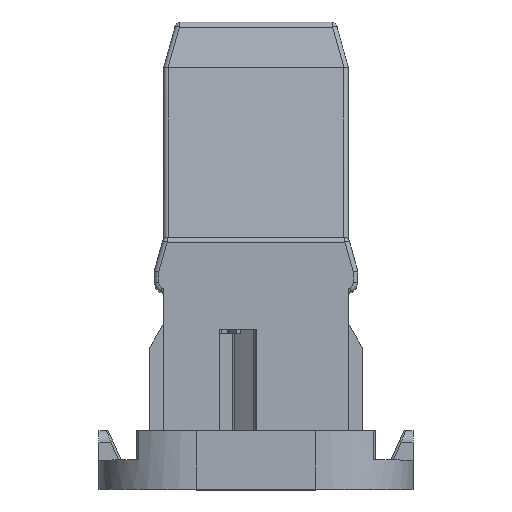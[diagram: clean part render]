
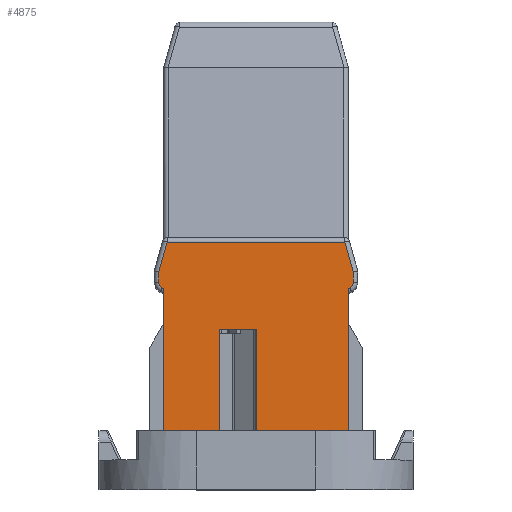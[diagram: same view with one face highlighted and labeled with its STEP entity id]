
A CAD part, top view. The second image highlights one B-rep face of the part: STEP entity #4875.
In plain terms, the highlighted planar face has unit normal (0, 0, 1).
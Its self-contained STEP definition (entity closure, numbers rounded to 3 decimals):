
#334=DIRECTION('',(1.,0.,0.));
#335=VECTOR('',#334,4.09);
#336=CARTESIAN_POINT('',(0.,1.3,3.1));
#337=LINE('',#336,#335);
#354=DIRECTION('',(1.,0.,0.));
#355=VECTOR('',#354,2.49);
#356=CARTESIAN_POINT('',(-4.09,1.3,3.1));
#357=LINE('',#356,#355);
#1001=DIRECTION('',(0.866,-0.5,0.));
#1002=VECTOR('',#1001,0.069);
#1003=CARTESIAN_POINT('',(-4.15,8.916,3.1));
#1004=LINE('',#1003,#1002);
#1005=CARTESIAN_POINT('',(-4.,9.175,3.1));
#1006=DIRECTION('',(0.,0.,1.));
#1007=DIRECTION('',(-1.,0.,0.));
#1008=AXIS2_PLACEMENT_3D('',#1005,#1006,#1007);
#1010=DIRECTION('',(0.,-1.,0.));
#1011=VECTOR('',#1010,0.473);
#1012=CARTESIAN_POINT('',(-4.3,9.648,3.1));
#1013=LINE('',#1012,#1011);
#1014=DIRECTION('',(-0.268,-0.963,0.));
#1015=VECTOR('',#1014,1.351);
#1016=CARTESIAN_POINT('',(-3.938,10.95,3.1));
#1017=LINE('',#1016,#1015);
#1018=DIRECTION('',(-1.,0.,0.));
#1019=VECTOR('',#1018,7.876);
#1020=CARTESIAN_POINT('',(3.938,10.95,3.1));
#1021=LINE('',#1020,#1019);
#1022=DIRECTION('',(-0.268,0.963,0.));
#1023=VECTOR('',#1022,1.351);
#1024=CARTESIAN_POINT('',(4.3,9.648,3.1));
#1025=LINE('',#1024,#1023);
#1026=DIRECTION('',(0.,1.,0.));
#1027=VECTOR('',#1026,0.473);
#1028=CARTESIAN_POINT('',(4.3,9.175,3.1));
#1029=LINE('',#1028,#1027);
#1030=CARTESIAN_POINT('',(4.,9.175,3.1));
#1031=DIRECTION('',(0.,0.,1.));
#1032=DIRECTION('',(0.5,-0.866,0.));
#1033=AXIS2_PLACEMENT_3D('',#1030,#1031,#1032);
#1035=DIRECTION('',(0.866,0.5,0.));
#1036=VECTOR('',#1035,0.069);
#1037=CARTESIAN_POINT('',(4.09,8.881,3.1));
#1038=LINE('',#1037,#1036);
#1039=DIRECTION('',(0.,1.,0.));
#1040=VECTOR('',#1039,5.8);
#1041=CARTESIAN_POINT('',(0.,1.3,3.1));
#1042=LINE('',#1041,#1040);
#1043=DIRECTION('',(0.,1.,0.));
#1044=VECTOR('',#1043,5.8);
#1045=CARTESIAN_POINT('',(-1.6,1.3,3.1));
#1046=LINE('',#1045,#1044);
#1087=DIRECTION('',(0.,-1.,0.));
#1088=VECTOR('',#1087,7.581);
#1089=CARTESIAN_POINT('',(-4.09,8.881,3.1));
#1090=LINE('',#1089,#1088);
#1214=DIRECTION('',(1.,0.,0.));
#1215=VECTOR('',#1214,1.6);
#1216=CARTESIAN_POINT('',(-1.6,7.1,3.1));
#1217=LINE('',#1216,#1215);
#1909=DIRECTION('',(0.,1.,0.));
#1910=VECTOR('',#1909,7.581);
#1911=CARTESIAN_POINT('',(4.09,1.3,3.1));
#1912=LINE('',#1911,#1910);
#1994=CARTESIAN_POINT('',(4.09,8.881,3.1));
#2169=CARTESIAN_POINT('',(-4.09,8.881,3.1));
#2853=CARTESIAN_POINT('',(3.938,10.95,3.1));
#2854=CARTESIAN_POINT('',(-3.938,10.95,3.1));
#2855=VERTEX_POINT('',#2853);
#2856=VERTEX_POINT('',#2854);
#2946=VERTEX_POINT('',#1994);
#2947=VERTEX_POINT('',#2169);
#2961=CARTESIAN_POINT('',(-4.15,8.916,3.1));
#2962=VERTEX_POINT('',#2961);
#2963=CARTESIAN_POINT('',(-4.3,9.175,3.1));
#2964=VERTEX_POINT('',#2963);
#2967=CARTESIAN_POINT('',(-4.3,9.648,3.1));
#2968=VERTEX_POINT('',#2967);
#2981=CARTESIAN_POINT('',(4.15,8.916,3.1));
#2982=VERTEX_POINT('',#2981);
#2985=CARTESIAN_POINT('',(4.3,9.175,3.1));
#2986=VERTEX_POINT('',#2985);
#2991=CARTESIAN_POINT('',(4.3,9.648,3.1));
#2992=VERTEX_POINT('',#2991);
#3237=CARTESIAN_POINT('',(0.,1.3,3.1));
#3239=VERTEX_POINT('',#3237);
#3250=CARTESIAN_POINT('',(0.,7.1,3.1));
#3251=VERTEX_POINT('',#3250);
#3254=CARTESIAN_POINT('',(-1.6,7.1,3.1));
#3255=VERTEX_POINT('',#3254);
#3265=CARTESIAN_POINT('',(-1.6,1.3,3.1));
#3267=VERTEX_POINT('',#3265);
#3421=CARTESIAN_POINT('',(4.09,1.3,3.1));
#3423=VERTEX_POINT('',#3421);
#3429=CARTESIAN_POINT('',(-4.09,1.3,3.1));
#3431=VERTEX_POINT('',#3429);
#4838=CARTESIAN_POINT('',(-4.7,11.15,3.1));
#4839=DIRECTION('',(0.,0.,1.));
#4840=DIRECTION('',(0.,-1.,0.));
#4841=AXIS2_PLACEMENT_3D('',#4838,#4839,#4840);
#4842=PLANE('',#4841);
#4844=ORIENTED_EDGE('',*,*,#4843,.F.);
#4846=ORIENTED_EDGE('',*,*,#4845,.F.);
#4848=ORIENTED_EDGE('',*,*,#4847,.F.);
#4850=ORIENTED_EDGE('',*,*,#4849,.F.);
#4852=ORIENTED_EDGE('',*,*,#4851,.F.);
#4854=ORIENTED_EDGE('',*,*,#4853,.F.);
#4856=ORIENTED_EDGE('',*,*,#4855,.F.);
#4858=ORIENTED_EDGE('',*,*,#4857,.F.);
#4860=ORIENTED_EDGE('',*,*,#4859,.F.);
#4862=ORIENTED_EDGE('',*,*,#4861,.F.);
#4864=ORIENTED_EDGE('',*,*,#4863,.F.);
#4865=ORIENTED_EDGE('',*,*,#3715,.F.);
#4867=ORIENTED_EDGE('',*,*,#4866,.T.);
#4869=ORIENTED_EDGE('',*,*,#4868,.F.);
#4871=ORIENTED_EDGE('',*,*,#4870,.F.);
#4872=ORIENTED_EDGE('',*,*,#3747,.F.);
#4873=EDGE_LOOP('',(#4844,#4846,#4848,#4850,#4852,#4854,#4856,#4858,#4860,#4862,
#4864,#4865,#4867,#4869,#4871,#4872));
#4874=FACE_OUTER_BOUND('',#4873,.F.);
#4875=ADVANCED_FACE('',(#4874),#4842,.T.);
#1009=CIRCLE('',#1008,0.3);
#1034=CIRCLE('',#1033,0.3);
#3715=EDGE_CURVE('',#3239,#3423,#337,.T.);
#3747=EDGE_CURVE('',#3431,#3267,#357,.T.);
#4843=EDGE_CURVE('',#2947,#3431,#1090,.T.);
#4845=EDGE_CURVE('',#2962,#2947,#1004,.T.);
#4847=EDGE_CURVE('',#2964,#2962,#1009,.T.);
#4849=EDGE_CURVE('',#2968,#2964,#1013,.T.);
#4851=EDGE_CURVE('',#2856,#2968,#1017,.T.);
#4853=EDGE_CURVE('',#2855,#2856,#1021,.T.);
#4855=EDGE_CURVE('',#2992,#2855,#1025,.T.);
#4857=EDGE_CURVE('',#2986,#2992,#1029,.T.);
#4859=EDGE_CURVE('',#2982,#2986,#1034,.T.);
#4861=EDGE_CURVE('',#2946,#2982,#1038,.T.);
#4863=EDGE_CURVE('',#3423,#2946,#1912,.T.);
#4866=EDGE_CURVE('',#3239,#3251,#1042,.T.);
#4868=EDGE_CURVE('',#3255,#3251,#1217,.T.);
#4870=EDGE_CURVE('',#3267,#3255,#1046,.T.);
